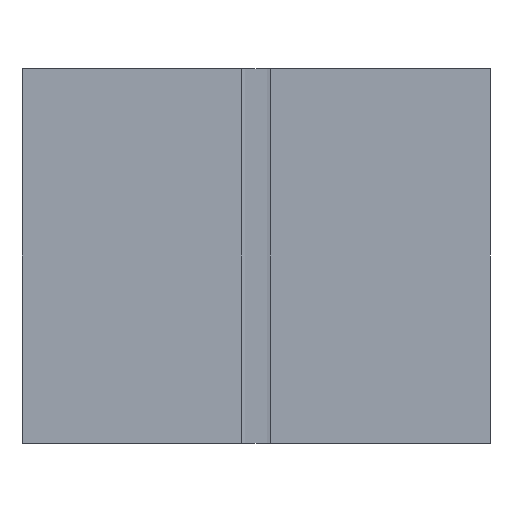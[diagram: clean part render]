
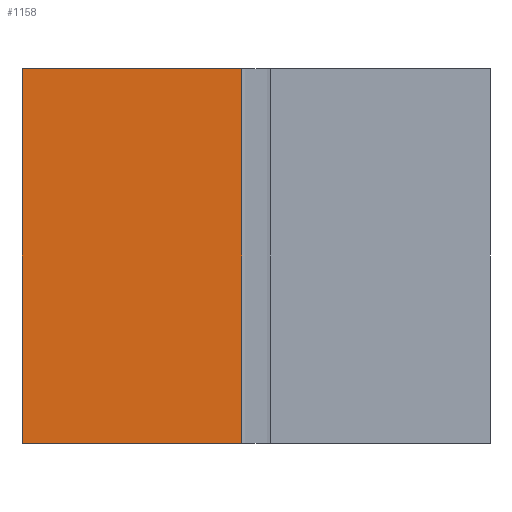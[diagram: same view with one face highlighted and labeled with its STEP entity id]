
A CAD part, front view. The second image highlights one B-rep face of the part: STEP entity #1158.
In plain terms, the highlighted planar face has unit normal (0, -1, 0).
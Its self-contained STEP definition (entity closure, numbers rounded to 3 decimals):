
#252=CARTESIAN_POINT('',(-12.5,-17.5,0.));
#253=VERTEX_POINT('',#252);
#260=CARTESIAN_POINT('',(-12.5,-17.5,20.));
#261=VERTEX_POINT('',#260);
#262=CARTESIAN_POINT('',(-12.5,-17.5,0.));
#263=DIRECTION('',(0.,0.,1.));
#264=VECTOR('',#263,20.);
#265=LINE('',#262,#264);
#266=EDGE_CURVE('',#253,#261,#265,.T.);
#324=CARTESIAN_POINT('',(-0.75,-17.5,0.));
#325=VERTEX_POINT('',#324);
#326=CARTESIAN_POINT('',(-0.75,-17.5,0.));
#327=DIRECTION('',(-1.,0.,0.));
#328=VECTOR('',#327,11.75);
#329=LINE('',#326,#328);
#330=EDGE_CURVE('',#325,#253,#329,.T.);
#1084=CARTESIAN_POINT('',(-0.75,-17.5,20.));
#1085=VERTEX_POINT('',#1084);
#1086=CARTESIAN_POINT('',(-0.75,-17.5,20.));
#1087=DIRECTION('',(0.,0.,-1.));
#1088=VECTOR('',#1087,20.);
#1089=LINE('',#1086,#1088);
#1090=EDGE_CURVE('',#1085,#325,#1089,.T.);
#1142=CARTESIAN_POINT('',(-6.625,-17.5,10.));
#1143=DIRECTION('',(1.,0.,0.));
#1144=DIRECTION('',(0.,-1.,0.));
#1145=AXIS2_PLACEMENT_3D('',#1142,#1144,#1143);
#1146=PLANE('',#1145);
#1147=ORIENTED_EDGE('',*,*,#1090,.F.);
#1148=CARTESIAN_POINT('',(-0.75,-17.5,20.));
#1149=DIRECTION('',(-1.,0.,0.));
#1150=VECTOR('',#1149,11.75);
#1151=LINE('',#1148,#1150);
#1152=EDGE_CURVE('',#1085,#261,#1151,.T.);
#1153=ORIENTED_EDGE('E99',*,*,#1152,.T.);
#1154=ORIENTED_EDGE('E99',*,*,#266,.F.);
#1155=ORIENTED_EDGE('E99',*,*,#330,.F.);
#1156=EDGE_LOOP('',(#1147,#1153,#1154,#1155));
#1157=FACE_OUTER_BOUND('',#1156,.T.);
#1158=ADVANCED_FACE('F33',(#1157),#1146,.T.);
